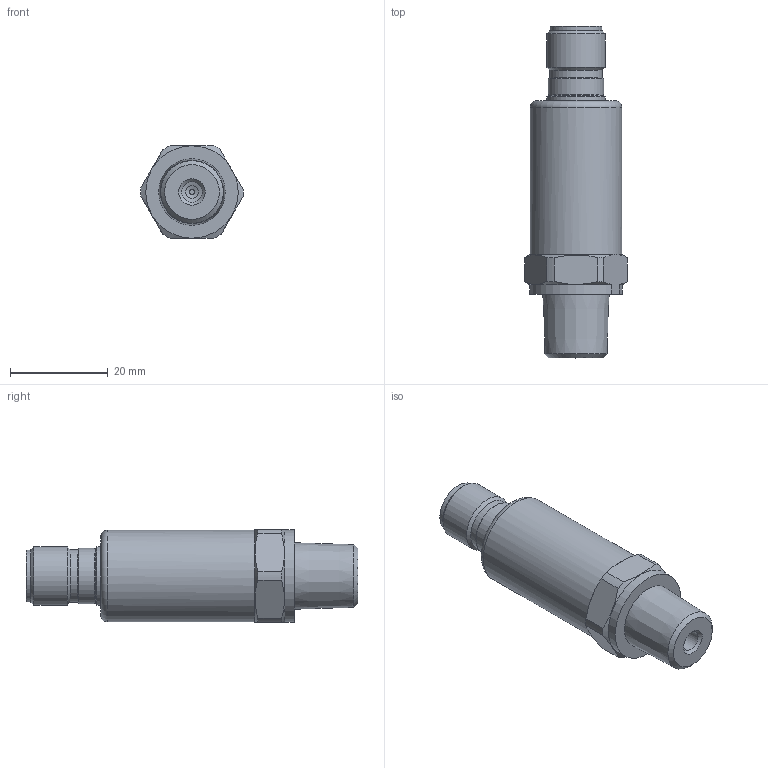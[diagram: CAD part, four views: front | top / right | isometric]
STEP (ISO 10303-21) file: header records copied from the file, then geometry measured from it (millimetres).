
FILE_DESCRIPTION( ( 'STEP AP203' ), ' ' );
FILE_NAME( 'PT2400.stp', '2015-12-18T13:46:36', ( '' ), ( '' ), ' ', 'PARTsolutions', ' ' );
FILE_SCHEMA( ( 'CONFIG_CONTROL_DESIGN' ) );
Length unit declared in the file: millimetre
Products named in the file (1): _PT2400
Bounding box: 21 x 67.9 x 19 mm (x, y, z)
Volume: 13740.4 mm3; surface area: 4465.8 mm2
Topology: 1 solids, 1 shells, 49 faces, 109 edges, 67 vertices
Faces by surface type: plane 18, cylinder 17, cone 12, torus 2
Full cylindrical faces by diameter (mm): 2.6 x1, 4.2 x1, 8.4 x1, 10.6 x1, 10.8 x1, 11.3 x1, 12 x2, 18.72 x1
Entity records: 1356 total; most frequent: CARTESIAN_POINT 311, DIRECTION 218, ORIENTED_EDGE 172, AXIS2_PLACEMENT_3D 96, EDGE_CURVE 86, EDGE_LOOP 75, VERTEX_POINT 65, FACE_OUTER_BOUND 60
